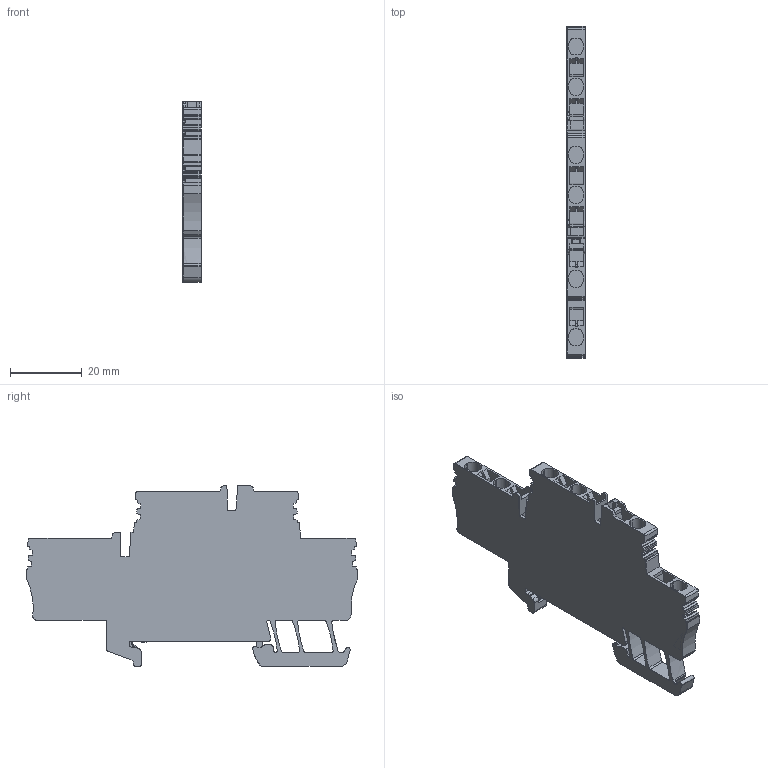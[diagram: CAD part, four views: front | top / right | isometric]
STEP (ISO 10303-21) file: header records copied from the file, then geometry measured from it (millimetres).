
FILE_DESCRIPTION(('CATIA V5 STEP Exchange','CAx-IF Rec.Pracs.--- Model Styling and Organization---1.4--- 2014-01-23'),'2;1');
FILE_NAME ('026529-2_0', '2021-05-06T05:24:40+00:00', ('none'), ('Weidmueller'), 'CATIA Version 5-6 Release 2016 SP3 HF44', 'CATIA V5 STEP AP214', 'none');
FILE_SCHEMA(('AUTOMOTIVE_DESIGN { 1 0 10303 214 1 1 1 1 }'));
Length unit declared in the file: millimetre
Products named in the file (1): 1924470000
Bounding box: 5.1 x 92.6 x 50.45 mm (x, y, z)
Volume: 14977.6 mm3; surface area: 16717.7 mm2
Topology: 3 solids, 4 shells, 889 faces, 2594 edges, 1729 vertices
Faces by surface type: plane 551, cylinder 331, cone 5, extrusion 1, torus 1
Entity records: 28340 total; most frequent: CARTESIAN_POINT 5244, ORIENTED_EDGE 5188, DIRECTION 4108, EDGE_CURVE 2594, VECTOR 1905, LINE 1904, VERTEX_POINT 1729, AXIS2_PLACEMENT_3D 1434
